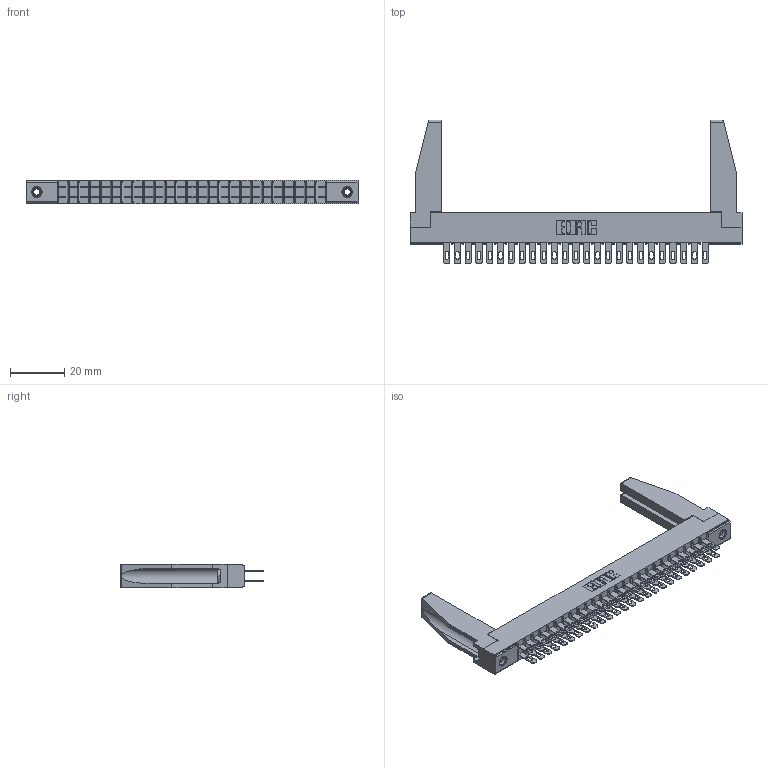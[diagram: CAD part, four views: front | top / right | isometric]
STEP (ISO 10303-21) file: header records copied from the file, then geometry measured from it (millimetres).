
FILE_DESCRIPTION (( 'STEP AP203' ), '1' );
FILE_NAME ('355-050-500-278.STEP', '2019-09-11T15:37:36', ( '' ), ( '' ), 'SwSTEP 2.0', 'SolidWorks 2016', '' );
FILE_SCHEMA (( 'CONFIG_CONTROL_DESIGN' ));
Length unit declared in the file: inch
Products named in the file (5): 355-050-500-278; 305-290-001_500; 305 Part_.156 Dia; 345-250-001_345-250-001-102; 307-220-078
Assembly tree (55 placements, depth 2):
  355-050-500-278
    305 Part_.156 Dia
    305-290-001_500  x50
    345-250-001_345-250-001-102  x2
    307-220-078  x2
Bounding box: 122.07 x 52.88 x 8.71 mm (x, y, z)
Volume: 11795.1 mm3; surface area: 19625.6 mm2
Topology: 55 solids, 55 shells, 2746 faces, 7821 edges, 5070 vertices
Faces by surface type: plane 1552, cylinder 1078, sphere 100, cone 12, torus 4
Entity records: 31599 total; most frequent: CARTESIAN_POINT 5235, ORIENTED_EDGE 5152, DIRECTION 5038, EDGE_CURVE 2576, LINE 2060, VECTOR 2060, VERTEX_POINT 1644, AXIS2_PLACEMENT_3D 1489
